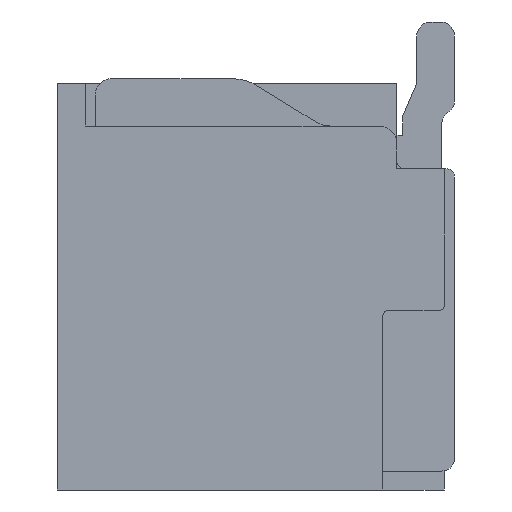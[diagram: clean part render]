
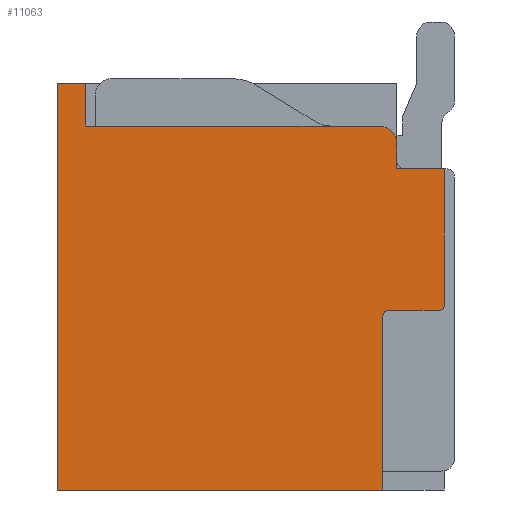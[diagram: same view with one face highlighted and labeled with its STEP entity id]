
A CAD part, left-side view. The second image highlights one B-rep face of the part: STEP entity #11063.
In plain terms, the highlighted planar face has unit normal (-1, 0, 0).
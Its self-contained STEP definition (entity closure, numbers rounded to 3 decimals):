
#77 = CARTESIAN_POINT ( 'NONE',  ( -6.625, 0.65, -0.31 ) ) ;
#264 = DIRECTION ( 'NONE',  ( 0., 1., 0. ) ) ;
#303 = CARTESIAN_POINT ( 'NONE',  ( -6.625, 0.65, -2.15 ) ) ;
#383 = DIRECTION ( 'NONE',  ( 0., 1., 0. ) ) ;
#811 = ORIENTED_EDGE ( 'NONE', *, *, #13472, .F. ) ;
#973 = CARTESIAN_POINT ( 'NONE',  ( -6.625, 3.79, 1.7 ) ) ;
#1257 = VERTEX_POINT ( 'NONE', #77 ) ;
#1643 = CARTESIAN_POINT ( 'NONE',  ( -6.625, 0., 1.25 ) ) ;
#1724 = DIRECTION ( 'NONE',  ( 1., 0., 0. ) ) ;
#1819 = LINE ( 'NONE', #15720, #7381 ) ;
#1921 = EDGE_CURVE ( 'NONE', #10980, #2024, #15947, .T. ) ;
#2024 = VERTEX_POINT ( 'NONE', #973 ) ;
#2320 = VECTOR ( 'NONE', #4422, 1000. ) ;
#2355 = ORIENTED_EDGE ( 'NONE', *, *, #15606, .F. ) ;
#2678 = DIRECTION ( 'NONE',  ( 0., 1., 0. ) ) ;
#2749 = DIRECTION ( 'NONE',  ( -1., 0., 0. ) ) ;
#2757 = LINE ( 'NONE', #3961, #9838 ) ;
#2867 = CARTESIAN_POINT ( 'NONE',  ( -6.625, 0.5, 1.512 ) ) ;
#2942 = VERTEX_POINT ( 'NONE', #303 ) ;
#3066 = DIRECTION ( 'NONE',  ( 0., 0., 1. ) ) ;
#3181 = ORIENTED_EDGE ( 'NONE', *, *, #15834, .F. ) ;
#3186 = CARTESIAN_POINT ( 'NONE',  ( -6.625, 0.5, 1.512 ) ) ;
#3490 = ORIENTED_EDGE ( 'NONE', *, *, #11565, .T. ) ;
#3575 = LINE ( 'NONE', #14859, #13841 ) ;
#3749 = ORIENTED_EDGE ( 'NONE', *, *, #4306, .T. ) ;
#3844 = VERTEX_POINT ( 'NONE', #8710 ) ;
#3961 = CARTESIAN_POINT ( 'NONE',  ( -6.625, 3.79, 2.15 ) ) ;
#4093 = CARTESIAN_POINT ( 'NONE',  ( -6.625, 0.59, -0.31 ) ) ;
#4161 = CIRCLE ( 'NONE', #14923, 0.188 ) ;
#4177 = ORIENTED_EDGE ( 'NONE', *, *, #13965, .T. ) ;
#4198 = DIRECTION ( 'NONE',  ( 0., -1., 0. ) ) ;
#4306 = EDGE_CURVE ( 'NONE', #2942, #1257, #7954, .T. ) ;
#4403 = VERTEX_POINT ( 'NONE', #4788 ) ;
#4422 = DIRECTION ( 'NONE',  ( 0., 0., -1. ) ) ;
#4670 = ORIENTED_EDGE ( 'NONE', *, *, #11203, .T. ) ;
#4788 = CARTESIAN_POINT ( 'NONE',  ( -6.625, 4.09, 2.15 ) ) ;
#4791 = DIRECTION ( 'NONE',  ( 0., -1., 0. ) ) ;
#5022 = ORIENTED_EDGE ( 'NONE', *, *, #5253, .F. ) ;
#5253 = EDGE_CURVE ( 'NONE', #12953, #9075, #9507, .T. ) ;
#5497 = VECTOR ( 'NONE', #5526, 1000. ) ;
#5526 = DIRECTION ( 'NONE',  ( 0., 1., 0. ) ) ;
#5612 = DIRECTION ( 'NONE',  ( 1., 0., 0. ) ) ;
#5651 = VECTOR ( 'NONE', #6703, 1000. ) ;
#5868 = CARTESIAN_POINT ( 'NONE',  ( -6.625, 3.79, 2.15 ) ) ;
#6062 = ORIENTED_EDGE ( 'NONE', *, *, #12387, .F. ) ;
#6238 = CARTESIAN_POINT ( 'NONE',  ( -6.625, 3.79, 2.15 ) ) ;
#6339 = AXIS2_PLACEMENT_3D ( 'NONE', #15075, #16412, #4791 ) ;
#6377 = CARTESIAN_POINT ( 'NONE',  ( -6.625, 0.5, 1.25 ) ) ;
#6451 = CARTESIAN_POINT ( 'NONE',  ( -6.625, 0.65, -2.15 ) ) ;
#6703 = DIRECTION ( 'NONE',  ( 0., 0., 1. ) ) ;
#7381 = VECTOR ( 'NONE', #4198, 1000. ) ;
#7511 = LINE ( 'NONE', #16424, #14967 ) ;
#7655 = DIRECTION ( 'NONE',  ( 0., 0., 1. ) ) ;
#7948 = LINE ( 'NONE', #13084, #15992 ) ;
#7954 = LINE ( 'NONE', #6451, #5651 ) ;
#8134 = CARTESIAN_POINT ( 'NONE',  ( -6.625, 4.09, -2.15 ) ) ;
#8257 = CIRCLE ( 'NONE', #8514, 0.06 ) ;
#8448 = DIRECTION ( 'NONE',  ( 0., 0., 1. ) ) ;
#8514 = AXIS2_PLACEMENT_3D ( 'NONE', #4093, #5612, #383 ) ;
#8710 = CARTESIAN_POINT ( 'NONE',  ( -6.625, 0.052, -0.25 ) ) ;
#8863 = ORIENTED_EDGE ( 'NONE', *, *, #11542, .T. ) ;
#8996 = CARTESIAN_POINT ( 'NONE',  ( -6.625, 0., -2.15 ) ) ;
#9075 = VERTEX_POINT ( 'NONE', #6377 ) ;
#9507 = LINE ( 'NONE', #3186, #14534 ) ;
#9838 = VECTOR ( 'NONE', #2678, 1000. ) ;
#10076 = VERTEX_POINT ( 'NONE', #16114 ) ;
#10409 = CARTESIAN_POINT ( 'NONE',  ( -6.625, 0.59, -0.25 ) ) ;
#10477 = ORIENTED_EDGE ( 'NONE', *, *, #16628, .T. ) ;
#10555 = ORIENTED_EDGE ( 'NONE', *, *, #15379, .T. ) ;
#10862 = VECTOR ( 'NONE', #264, 1000. ) ;
#10980 = VERTEX_POINT ( 'NONE', #6238 ) ;
#11055 = CARTESIAN_POINT ( 'NONE',  ( -6.625, 0.688, 1.7 ) ) ;
#11063 = ADVANCED_FACE ( 'NONE', ( #16656 ), #14304, .T. ) ;
#11203 = EDGE_CURVE ( 'NONE', #12599, #3844, #1819, .T. ) ;
#11542 = EDGE_CURVE ( 'NONE', #16101, #10076, #3575, .T. ) ;
#11565 = EDGE_CURVE ( 'NONE', #14917, #2024, #12329, .T. ) ;
#11817 = DIRECTION ( 'NONE',  ( 0., 0., 1. ) ) ;
#11977 = ORIENTED_EDGE ( 'NONE', *, *, #1921, .F. ) ;
#12329 = LINE ( 'NONE', #11055, #10862 ) ;
#12387 = EDGE_CURVE ( 'NONE', #16101, #3844, #13582, .T. ) ;
#12474 = AXIS2_PLACEMENT_3D ( 'NONE', #8996, #2749, #7655 ) ;
#12599 = VERTEX_POINT ( 'NONE', #10409 ) ;
#12657 = CARTESIAN_POINT ( 'NONE',  ( -6.625, 0.688, 1.7 ) ) ;
#12953 = VERTEX_POINT ( 'NONE', #2867 ) ;
#13084 = CARTESIAN_POINT ( 'NONE',  ( -6.625, 4.09, -2.15 ) ) ;
#13188 = LINE ( 'NONE', #1643, #5497 ) ;
#13269 = CARTESIAN_POINT ( 'NONE',  ( -6.625, 0.688, 1.512 ) ) ;
#13472 = EDGE_CURVE ( 'NONE', #2942, #15443, #7511, .T. ) ;
#13582 = CIRCLE ( 'NONE', #6339, 0.052 ) ;
#13841 = VECTOR ( 'NONE', #8448, 1000. ) ;
#13965 = EDGE_CURVE ( 'NONE', #1257, #12599, #8257, .T. ) ;
#14304 = PLANE ( 'NONE',  #12474 ) ;
#14534 = VECTOR ( 'NONE', #16152, 1000. ) ;
#14859 = CARTESIAN_POINT ( 'NONE',  ( -6.625, 0., -0.198 ) ) ;
#14917 = VERTEX_POINT ( 'NONE', #12657 ) ;
#14923 = AXIS2_PLACEMENT_3D ( 'NONE', #13269, #1724, #3066 ) ;
#14967 = VECTOR ( 'NONE', #16588, 1000. ) ;
#15075 = CARTESIAN_POINT ( 'NONE',  ( -6.625, 0.052, -0.198 ) ) ;
#15275 = CARTESIAN_POINT ( 'NONE',  ( -6.625, 0., -0.198 ) ) ;
#15379 = EDGE_CURVE ( 'NONE', #10076, #9075, #13188, .T. ) ;
#15443 = VERTEX_POINT ( 'NONE', #8134 ) ;
#15453 = EDGE_LOOP ( 'NONE', ( #3490, #11977, #10477, #3181, #811, #3749, #4177, #4670, #6062, #8863, #10555, #5022, #2355 ) ) ;
#15606 = EDGE_CURVE ( 'NONE', #14917, #12953, #4161, .T. ) ;
#15720 = CARTESIAN_POINT ( 'NONE',  ( -6.625, 0.59, -0.25 ) ) ;
#15834 = EDGE_CURVE ( 'NONE', #15443, #4403, #7948, .T. ) ;
#15947 = LINE ( 'NONE', #5868, #2320 ) ;
#15992 = VECTOR ( 'NONE', #11817, 1000. ) ;
#16101 = VERTEX_POINT ( 'NONE', #15275 ) ;
#16114 = CARTESIAN_POINT ( 'NONE',  ( -6.625, 0., 1.25 ) ) ;
#16152 = DIRECTION ( 'NONE',  ( 0., 0., -1. ) ) ;
#16412 = DIRECTION ( 'NONE',  ( 1., 0., 0. ) ) ;
#16424 = CARTESIAN_POINT ( 'NONE',  ( -6.625, 0.65, -2.15 ) ) ;
#16588 = DIRECTION ( 'NONE',  ( 0., 1., 0. ) ) ;
#16628 = EDGE_CURVE ( 'NONE', #10980, #4403, #2757, .T. ) ;
#16656 = FACE_OUTER_BOUND ( 'NONE', #15453, .T. ) ;
